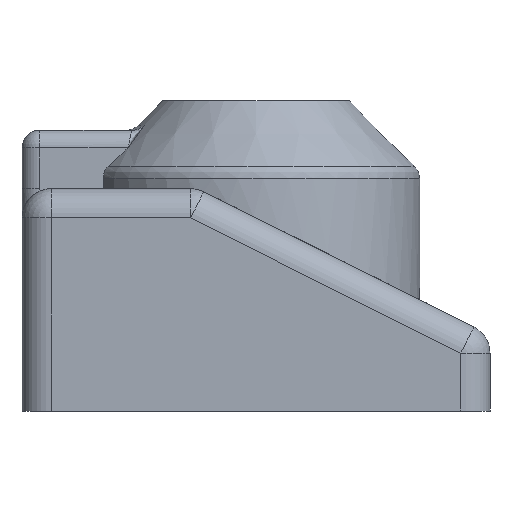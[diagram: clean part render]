
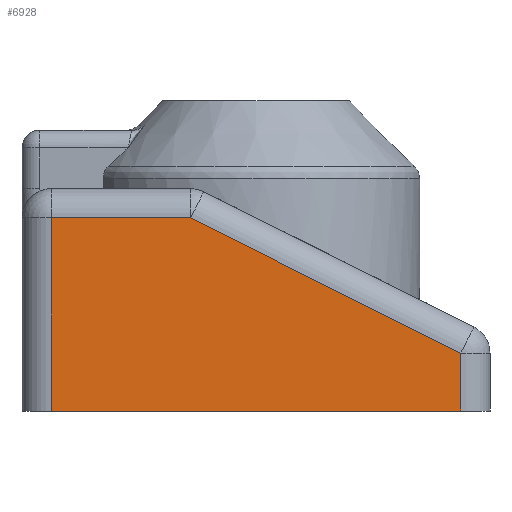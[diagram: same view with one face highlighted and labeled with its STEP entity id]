
A CAD part, left-side view. The second image highlights one B-rep face of the part: STEP entity #6928.
In plain terms, the highlighted planar face has unit normal (-1, 0, 0).
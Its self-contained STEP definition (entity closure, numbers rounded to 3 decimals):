
#4502 = VERTEX_POINT('',#4503);
#4503 = CARTESIAN_POINT('',(58.322,103.491,33.));
#4510 = EDGE_CURVE('',#4502,#4511,#4513,.T.);
#4511 = VERTEX_POINT('',#4512);
#4512 = CARTESIAN_POINT('',(58.322,127.311,33.));
#4513 = LINE('',#4514,#4515);
#4514 = CARTESIAN_POINT('',(58.322,102.311,33.));
#4515 = VECTOR('',#4516,1.);
#4516 = DIRECTION('',(0.,1.,0.));
#6823 = VERTEX_POINT('',#6824);
#6824 = CARTESIAN_POINT('',(58.322,57.311,
    9.91));
#6831 = EDGE_CURVE('',#6823,#4502,#6832,.T.);
#6832 = LINE('',#6833,#6834);
#6833 = CARTESIAN_POINT('',(58.322,54.547,8.528)
  );
#6834 = VECTOR('',#6835,1.);
#6835 = DIRECTION('',(0.,0.894,0.447));
#6928 = ADVANCED_FACE('',(#6929),#6955,.T.);
#6929 = FACE_BOUND('',#6930,.T.);
#6930 = EDGE_LOOP('',(#6931,#6941,#6947,#6948,#6949));
#6931 = ORIENTED_EDGE('',*,*,#6932,.F.);
#6932 = EDGE_CURVE('',#6933,#6935,#6937,.T.);
#6933 = VERTEX_POINT('',#6934);
#6934 = CARTESIAN_POINT('',(58.322,57.311,0.));
#6935 = VERTEX_POINT('',#6936);
#6936 = CARTESIAN_POINT('',(58.322,127.311,0.));
#6937 = LINE('',#6938,#6939);
#6938 = CARTESIAN_POINT('',(58.322,52.311,0.));
#6939 = VECTOR('',#6940,1.);
#6940 = DIRECTION('',(0.,1.,0.));
#6941 = ORIENTED_EDGE('',*,*,#6942,.T.);
#6942 = EDGE_CURVE('',#6933,#6823,#6943,.T.);
#6943 = LINE('',#6944,#6945);
#6944 = CARTESIAN_POINT('',(58.322,57.311,0.));
#6945 = VECTOR('',#6946,1.);
#6946 = DIRECTION('',(0.,0.,1.));
#6947 = ORIENTED_EDGE('',*,*,#6831,.T.);
#6948 = ORIENTED_EDGE('',*,*,#4510,.T.);
#6949 = ORIENTED_EDGE('',*,*,#6950,.F.);
#6950 = EDGE_CURVE('',#6935,#4511,#6951,.T.);
#6951 = LINE('',#6952,#6953);
#6952 = CARTESIAN_POINT('',(58.322,127.311,0.));
#6953 = VECTOR('',#6954,1.);
#6954 = DIRECTION('',(0.,0.,1.));
#6955 = PLANE('',#6956);
#6956 = AXIS2_PLACEMENT_3D('',#6957,#6958,#6959);
#6957 = CARTESIAN_POINT('',(58.322,52.311,0.));
#6958 = DIRECTION('',(-1.,0.,0.));
#6959 = DIRECTION('',(0.,1.,0.));
